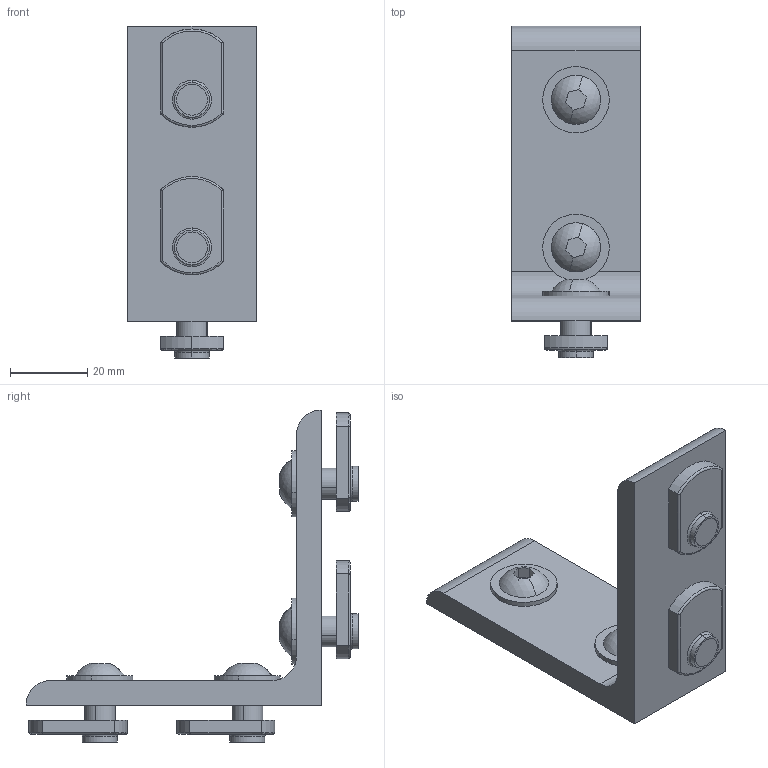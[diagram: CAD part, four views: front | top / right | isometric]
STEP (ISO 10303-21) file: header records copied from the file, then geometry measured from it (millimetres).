
FILE_DESCRIPTION (( 'STEP AP203' ), '1' );
FILE_NAME ('653135.SLDASM.step', '2003-10-13T11:25:40', ( 'Jerry Winters' ), ( 'GoEngineer' ), 'SwSTEP 2.0', 'SolidWorks 2003174', '' );
FILE_SCHEMA (( 'CONFIG_CONTROL_DESIGN' ));
Length unit declared in the file: inch
Products named in the file (5): 653135.SLDASM; Inside Corner Brackets (STD)_653135; 651129; 651097; FBHSCS_651134
Assembly tree (7 placements, depth 3):
  653135.SLDASM
    651129  x4
      FBHSCS_651134
      651097
    Inside Corner Brackets (STD)_653135
Bounding box: 33.27 x 85.72 x 85.72 mm (x, y, z)
Volume: 39092.3 mm3; surface area: 20391.2 mm2
Topology: 9 solids, 9 shells, 157 faces, 345 edges, 218 vertices
Faces by surface type: plane 66, cylinder 63, torus 20, sphere 8
Entity records: 2159 total; most frequent: DIRECTION 304, CARTESIAN_POINT 280, ORIENTED_EDGE 240, AXIS2_PLACEMENT_3D 125, EDGE_CURVE 120, VERTEX_POINT 77, EDGE_LOOP 65, CIRCLE 62
